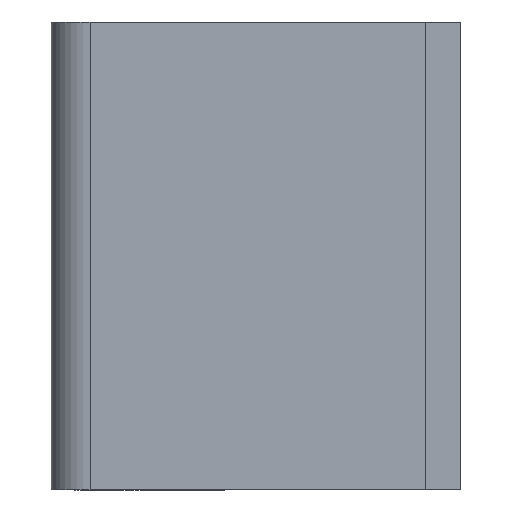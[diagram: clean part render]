
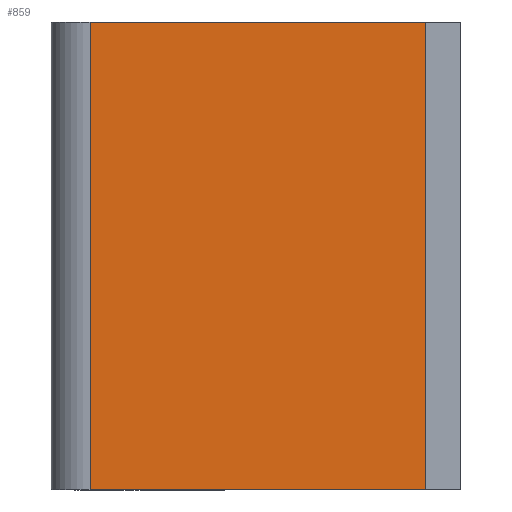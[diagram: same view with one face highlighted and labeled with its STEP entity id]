
A CAD part, left-side view. The second image highlights one B-rep face of the part: STEP entity #859.
In plain terms, the highlighted planar face has unit normal (-1, 0, 0).
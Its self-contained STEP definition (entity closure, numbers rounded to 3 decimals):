
#15 = ORIENTED_EDGE ( 'NONE', *, *, #208, .F. ) ;
#23 = VECTOR ( 'NONE', #606, 1000. ) ;
#38 = VECTOR ( 'NONE', #596, 1000. ) ;
#67 = ORIENTED_EDGE ( 'NONE', *, *, #210, .T. ) ;
#101 = LINE ( 'NONE', #595, #38 ) ;
#103 = LINE ( 'NONE', #601, #205 ) ;
#106 = EDGE_LOOP ( 'NONE', ( #168, #67, #15, #134 ) ) ;
#134 = ORIENTED_EDGE ( 'NONE', *, *, #209, .F. ) ;
#161 = LINE ( 'NONE', #605, #23 ) ;
#162 = VECTOR ( 'NONE', #604, 1000. ) ;
#163 = LINE ( 'NONE', #603, #162 ) ;
#168 = ORIENTED_EDGE ( 'NONE', *, *, #201, .F. ) ;
#201 = EDGE_CURVE ( 'NONE', #573, #551, #101, .T. ) ;
#205 = VECTOR ( 'NONE', #608, 1000. ) ;
#208 = EDGE_CURVE ( 'NONE', #539, #540, #163, .T. ) ;
#209 = EDGE_CURVE ( 'NONE', #551, #539, #161, .T. ) ;
#210 = EDGE_CURVE ( 'NONE', #573, #540, #103, .T. ) ;
#313 = AXIS2_PLACEMENT_3D ( 'NONE', #821, #827, #828 ) ;
#452 = FACE_OUTER_BOUND ( 'NONE', #106, .T. ) ;
#539 = VERTEX_POINT ( 'NONE', #747 ) ;
#540 = VERTEX_POINT ( 'NONE', #748 ) ;
#551 = VERTEX_POINT ( 'NONE', #758 ) ;
#573 = VERTEX_POINT ( 'NONE', #780 ) ;
#595 = CARTESIAN_POINT ( 'NONE',  ( -7.5, 7.926, -5. ) ) ;
#596 = DIRECTION ( 'NONE',  ( 0., 1., 0. ) ) ;
#601 = CARTESIAN_POINT ( 'NONE',  ( -7.5, 0.759, -22.37 ) ) ;
#603 = CARTESIAN_POINT ( 'NONE',  ( -7.5, 7.926, 5. ) ) ;
#604 = DIRECTION ( 'NONE',  ( 0., -1., 0. ) ) ;
#605 = CARTESIAN_POINT ( 'NONE',  ( -7.5, 7.926, -22.37 ) ) ;
#606 = DIRECTION ( 'NONE',  ( 0., 0., 1. ) ) ;
#608 = DIRECTION ( 'NONE',  ( 0., 0., 1. ) ) ;
#747 = CARTESIAN_POINT ( 'NONE',  ( -7.5, 7.926, 5. ) ) ;
#748 = CARTESIAN_POINT ( 'NONE',  ( -7.5, 0.759, 5. ) ) ;
#758 = CARTESIAN_POINT ( 'NONE',  ( -7.5, 7.926, -5. ) ) ;
#780 = CARTESIAN_POINT ( 'NONE',  ( -7.5, 0.759, -5. ) ) ;
#818 = PLANE ( 'NONE',  #313 ) ;
#821 = CARTESIAN_POINT ( 'NONE',  ( -7.5, 7.926, -22.37 ) ) ;
#827 = DIRECTION ( 'NONE',  ( -1., 0., 0. ) ) ;
#828 = DIRECTION ( 'NONE',  ( 0., -1., 0. ) ) ;
#859 = ADVANCED_FACE ( 'NONE', ( #452 ), #818, .T. ) ;
